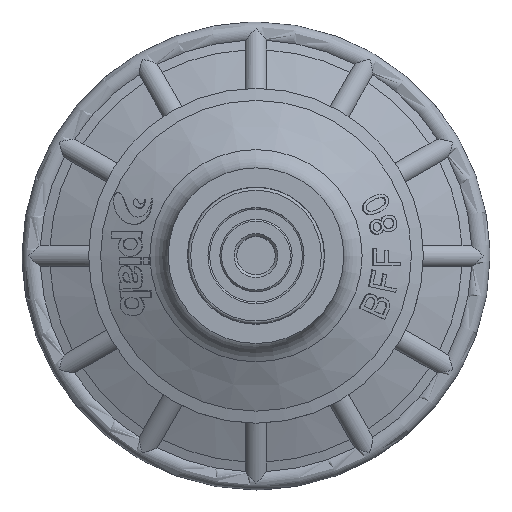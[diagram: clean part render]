
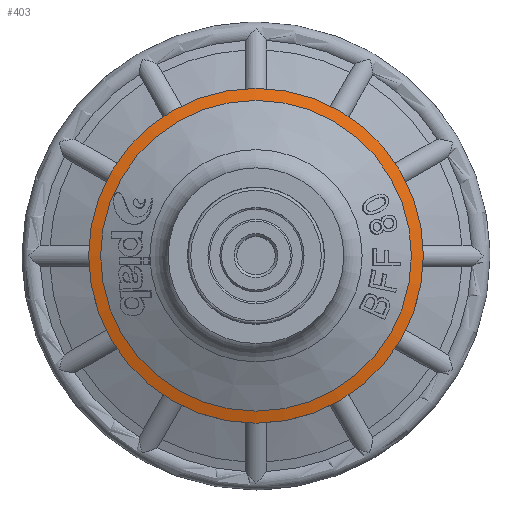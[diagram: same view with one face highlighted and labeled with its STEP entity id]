
A CAD part, top view. The second image highlights one B-rep face of the part: STEP entity #403.
In plain terms, the highlighted conical face has half-angle 74 degrees and reference radius 28.309 mm.
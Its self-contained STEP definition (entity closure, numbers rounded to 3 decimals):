
#403 = ADVANCED_FACE( '', ( #1060, #1061 ), #1062, .T. );
#1060 = FACE_OUTER_BOUND( '', #2475, .T. );
#1061 = FACE_BOUND( '', #2476, .T. );
#1062 = CONICAL_SURFACE( '', #2477, 28.309, 1.292 );
#2475 = EDGE_LOOP( '', ( #8473 ) );
#2476 = EDGE_LOOP( '', ( #8474 ) );
#2477 = AXIS2_PLACEMENT_3D( '', #8475, #8476, #8477 );
#8473 = ORIENTED_EDGE( '', *, *, #10606, .F. );
#8474 = ORIENTED_EDGE( '', *, *, #10618, .T. );
#8475 = CARTESIAN_POINT( '', ( 0., 0., 24.668 ) );
#8476 = DIRECTION( '', ( 0., 0., -1. ) );
#8477 = DIRECTION( '', ( -1., 0., 0. ) );
#10606 = EDGE_CURVE( '', #11632, #11632, #11633, .T. );
#10618 = EDGE_CURVE( '', #11653, #11653, #11654, .T. );
#11632 = VERTEX_POINT( '', #13299 );
#11633 = CIRCLE( '', #13300, 30.5 );
#11653 = VERTEX_POINT( '', #13338 );
#11654 = CIRCLE( '', #13339, 28.309 );
#13299 = CARTESIAN_POINT( '', ( -30.5, 0., 24.039 ) );
#13300 = AXIS2_PLACEMENT_3D( '', #18244, #18245, #18246 );
#13338 = CARTESIAN_POINT( '', ( -28.309, 0., 24.668 ) );
#13339 = AXIS2_PLACEMENT_3D( '', #18252, #18253, #18254 );
#18244 = CARTESIAN_POINT( '', ( 0., 0., 24.039 ) );
#18245 = DIRECTION( '', ( 0., 0., -1. ) );
#18246 = DIRECTION( '', ( -1., 0., 0. ) );
#18252 = CARTESIAN_POINT( '', ( 0., 0., 24.668 ) );
#18253 = DIRECTION( '', ( 0., 0., -1. ) );
#18254 = DIRECTION( '', ( -1., 0., 0. ) );
